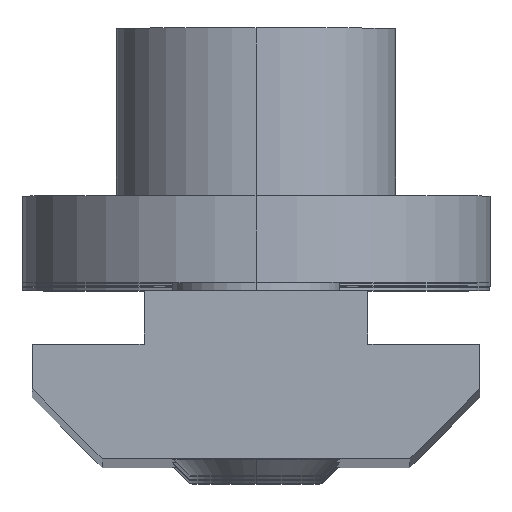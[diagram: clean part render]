
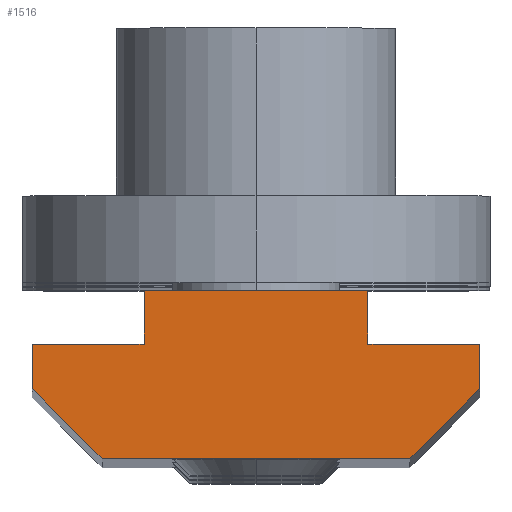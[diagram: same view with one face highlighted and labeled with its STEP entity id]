
A CAD part, top view. The second image highlights one B-rep face of the part: STEP entity #1516.
In plain terms, the highlighted planar face has unit normal (0, 0, 1).
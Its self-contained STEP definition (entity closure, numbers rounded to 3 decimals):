
#133 = CARTESIAN_POINT ( 'NONE',  ( -4., -1.9, 180. ) ) ;
#185 = EDGE_CURVE ( 'NONE', #2570, #3360, #2461, .T. ) ;
#289 = EDGE_CURVE ( 'NONE', #2149, #2913, #605, .T. ) ;
#296 = CARTESIAN_POINT ( 'NONE',  ( -8., -3.119, 180. ) ) ;
#318 = ORIENTED_EDGE ( 'NONE', *, *, #396, .T. ) ;
#353 = DIRECTION ( 'NONE',  ( 0., 1., 0. ) ) ;
#393 = VECTOR ( 'NONE', #908, 1000. ) ;
#396 = EDGE_CURVE ( 'NONE', #1210, #2572, #2087, .T. ) ;
#457 = EDGE_CURVE ( 'NONE', #3360, #1210, #753, .T. ) ;
#461 = CARTESIAN_POINT ( 'NONE',  ( 4., -1.9, 180. ) ) ;
#499 = ORIENTED_EDGE ( 'NONE', *, *, #2101, .T. ) ;
#501 = EDGE_CURVE ( 'NONE', #2913, #2570, #2686, .T. ) ;
#539 = VECTOR ( 'NONE', #1996, 1000. ) ;
#554 = VERTEX_POINT ( 'NONE', #2162 ) ;
#598 = LINE ( 'NONE', #2703, #1754 ) ;
#605 = LINE ( 'NONE', #2253, #1952 ) ;
#753 = LINE ( 'NONE', #3026, #1711 ) ;
#799 = AXIS2_PLACEMENT_3D ( 'NONE', #3493, #1132, #852 ) ;
#852 = DIRECTION ( 'NONE',  ( 1., 0., 0. ) ) ;
#908 = DIRECTION ( 'NONE',  ( 0., -1., 0. ) ) ;
#1022 = DIRECTION ( 'NONE',  ( -0.707, -0.707, 0. ) ) ;
#1031 = ORIENTED_EDGE ( 'NONE', *, *, #2688, .T. ) ;
#1128 = ORIENTED_EDGE ( 'NONE', *, *, #289, .T. ) ;
#1132 = DIRECTION ( 'NONE',  ( 0., 0., 1. ) ) ;
#1175 = EDGE_CURVE ( 'NONE', #2152, #2901, #2400, .T. ) ;
#1200 = CARTESIAN_POINT ( 'NONE',  ( 8., -1.9, 180. ) ) ;
#1210 = VERTEX_POINT ( 'NONE', #133 ) ;
#1236 = VECTOR ( 'NONE', #1022, 1000. ) ;
#1290 = VECTOR ( 'NONE', #1789, 1000. ) ;
#1305 = CARTESIAN_POINT ( 'NONE',  ( -5.5, -6., 180. ) ) ;
#1353 = LINE ( 'NONE', #1364, #539 ) ;
#1364 = CARTESIAN_POINT ( 'NONE',  ( -5.588, -5.912, 180. ) ) ;
#1516 = ADVANCED_FACE ( 'NONE', ( #2312 ), #2886, .T. ) ;
#1546 = ORIENTED_EDGE ( 'NONE', *, *, #457, .T. ) ;
#1605 = DIRECTION ( 'NONE',  ( -1., 0., 0. ) ) ;
#1618 = VECTOR ( 'NONE', #3114, 1000. ) ;
#1711 = VECTOR ( 'NONE', #3286, 1000. ) ;
#1723 = ORIENTED_EDGE ( 'NONE', *, *, #2184, .F. ) ;
#1754 = VECTOR ( 'NONE', #3005, 1000. ) ;
#1772 = CARTESIAN_POINT ( 'NONE',  ( -4., 0., 180. ) ) ;
#1789 = DIRECTION ( 'NONE',  ( -1., 0., 0. ) ) ;
#1952 = VECTOR ( 'NONE', #3469, 1000. ) ;
#1967 = ORIENTED_EDGE ( 'NONE', *, *, #185, .T. ) ;
#1996 = DIRECTION ( 'NONE',  ( -0.707, 0.707, 0. ) ) ;
#2025 = ORIENTED_EDGE ( 'NONE', *, *, #501, .T. ) ;
#2061 = EDGE_CURVE ( 'NONE', #3535, #554, #1353, .T. ) ;
#2087 = LINE ( 'NONE', #3277, #1290 ) ;
#2101 = EDGE_CURVE ( 'NONE', #2572, #554, #2855, .T. ) ;
#2120 = CARTESIAN_POINT ( 'NONE',  ( 4., -3.119, 180. ) ) ;
#2149 = VERTEX_POINT ( 'NONE', #1200 ) ;
#2152 = VERTEX_POINT ( 'NONE', #2458 ) ;
#2162 = CARTESIAN_POINT ( 'NONE',  ( -8., -3.5, 180. ) ) ;
#2184 = EDGE_CURVE ( 'NONE', #2901, #3535, #3301, .T. ) ;
#2253 = CARTESIAN_POINT ( 'NONE',  ( 0., -1.9, 180. ) ) ;
#2312 = FACE_OUTER_BOUND ( 'NONE', #2922, .T. ) ;
#2400 = LINE ( 'NONE', #2811, #1236 ) ;
#2422 = ORIENTED_EDGE ( 'NONE', *, *, #2061, .F. ) ;
#2458 = CARTESIAN_POINT ( 'NONE',  ( 8., -3.5, 180. ) ) ;
#2461 = LINE ( 'NONE', #3072, #1618 ) ;
#2528 = VECTOR ( 'NONE', #1605, 1000. ) ;
#2542 = CARTESIAN_POINT ( 'NONE',  ( 5.376, -6., 180. ) ) ;
#2560 = CARTESIAN_POINT ( 'NONE',  ( -8., -1.9, 180. ) ) ;
#2570 = VERTEX_POINT ( 'NONE', #2573 ) ;
#2572 = VERTEX_POINT ( 'NONE', #2560 ) ;
#2573 = CARTESIAN_POINT ( 'NONE',  ( 4., 0., 180. ) ) ;
#2686 = LINE ( 'NONE', #2120, #2739 ) ;
#2688 = EDGE_CURVE ( 'NONE', #2152, #2149, #598, .T. ) ;
#2703 = CARTESIAN_POINT ( 'NONE',  ( 8., -3.119, 180. ) ) ;
#2739 = VECTOR ( 'NONE', #353, 1000. ) ;
#2811 = CARTESIAN_POINT ( 'NONE',  ( 7.912, -3.588, 180. ) ) ;
#2855 = LINE ( 'NONE', #296, #393 ) ;
#2886 = PLANE ( 'NONE',  #799 ) ;
#2901 = VERTEX_POINT ( 'NONE', #3648 ) ;
#2913 = VERTEX_POINT ( 'NONE', #461 ) ;
#2922 = EDGE_LOOP ( 'NONE', ( #1031, #1128, #2025, #1967, #1546, #318, #499, #2422, #1723, #3808 ) ) ;
#3005 = DIRECTION ( 'NONE',  ( 0., 1., 0. ) ) ;
#3026 = CARTESIAN_POINT ( 'NONE',  ( -4., -3.119, 180. ) ) ;
#3072 = CARTESIAN_POINT ( 'NONE',  ( 0., 0., 180. ) ) ;
#3114 = DIRECTION ( 'NONE',  ( -1., 0., 0. ) ) ;
#3277 = CARTESIAN_POINT ( 'NONE',  ( 0., -1.9, 180. ) ) ;
#3286 = DIRECTION ( 'NONE',  ( 0., -1., 0. ) ) ;
#3301 = LINE ( 'NONE', #2542, #2528 ) ;
#3360 = VERTEX_POINT ( 'NONE', #1772 ) ;
#3469 = DIRECTION ( 'NONE',  ( -1., 0., 0. ) ) ;
#3493 = CARTESIAN_POINT ( 'NONE',  ( 0., -3.119, 180. ) ) ;
#3535 = VERTEX_POINT ( 'NONE', #1305 ) ;
#3648 = CARTESIAN_POINT ( 'NONE',  ( 5.5, -6., 180. ) ) ;
#3808 = ORIENTED_EDGE ( 'NONE', *, *, #1175, .F. ) ;
